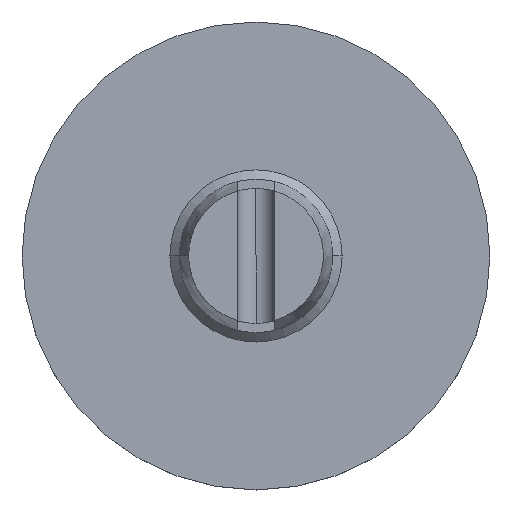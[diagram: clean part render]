
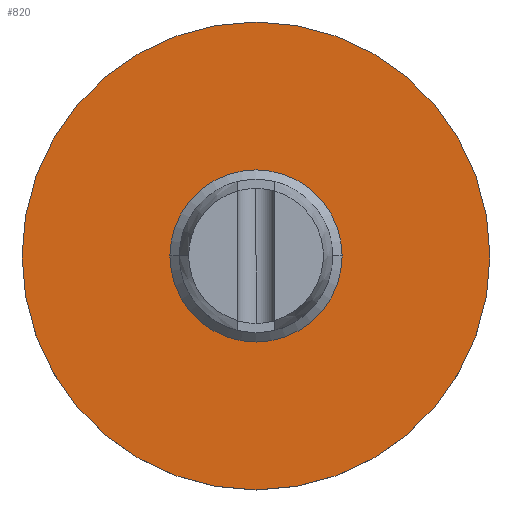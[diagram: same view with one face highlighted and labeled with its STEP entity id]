
A CAD part, top view. The second image highlights one B-rep face of the part: STEP entity #820.
In plain terms, the highlighted planar face has unit normal (0, 0, 1).
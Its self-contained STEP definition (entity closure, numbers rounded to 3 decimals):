
#34 = DIRECTION ( 'NONE',  ( -1., 0., 0. ) ) ;
#48 = DIRECTION ( 'NONE',  ( 0., 0., -1. ) ) ;
#55 = CIRCLE ( 'NONE', #1532, 4.6 ) ;
#75 = CARTESIAN_POINT ( 'NONE',  ( 0., 4.6, 0. ) ) ;
#131 = CIRCLE ( 'NONE', #1166, 12.5 ) ;
#207 = AXIS2_PLACEMENT_3D ( 'NONE', #75, #48, #34 ) ;
#211 = CIRCLE ( 'NONE', #1435, 12.5 ) ;
#216 = PLANE ( 'NONE',  #207 ) ;
#267 = AXIS2_PLACEMENT_3D ( 'NONE', #602, #936, #1318 ) ;
#286 = VERTEX_POINT ( 'NONE', #719 ) ;
#327 = VERTEX_POINT ( 'NONE', #662 ) ;
#346 = ORIENTED_EDGE ( 'NONE', *, *, #1250, .F. ) ;
#363 = ORIENTED_EDGE ( 'NONE', *, *, #1253, .F. ) ;
#367 = VERTEX_POINT ( 'NONE', #902 ) ;
#538 = CARTESIAN_POINT ( 'NONE',  ( 4.6, 0., 0. ) ) ;
#539 = ORIENTED_EDGE ( 'NONE', *, *, #1182, .T. ) ;
#586 = CIRCLE ( 'NONE', #267, 4.6 ) ;
#602 = CARTESIAN_POINT ( 'NONE',  ( 0., 0., 0. ) ) ;
#662 = CARTESIAN_POINT ( 'NONE',  ( -12.5, 0., 0. ) ) ;
#704 = CARTESIAN_POINT ( 'NONE',  ( 0., 0., 0. ) ) ;
#719 = CARTESIAN_POINT ( 'NONE',  ( -4.6, 0., 0. ) ) ;
#751 = EDGE_LOOP ( 'NONE', ( #346, #363 ) ) ;
#802 = CARTESIAN_POINT ( 'NONE',  ( 0., 0., 0. ) ) ;
#820 = ADVANCED_FACE ( 'NONE', ( #984, #1208 ), #216, .F. ) ;
#902 = CARTESIAN_POINT ( 'NONE',  ( 12.5, 0., 0. ) ) ;
#936 = DIRECTION ( 'NONE',  ( 0., 0., -1. ) ) ;
#945 = DIRECTION ( 'NONE',  ( -1., 0., 0. ) ) ;
#953 = DIRECTION ( 'NONE',  ( 0., 0., -1. ) ) ;
#968 = DIRECTION ( 'NONE',  ( -1., 0., 0. ) ) ;
#984 = FACE_OUTER_BOUND ( 'NONE', #751, .T. ) ;
#1021 = DIRECTION ( 'NONE',  ( 0., 0., -1. ) ) ;
#1025 = CARTESIAN_POINT ( 'NONE',  ( 0., 0., 0. ) ) ;
#1070 = DIRECTION ( 'NONE',  ( -1., 0., 0. ) ) ;
#1075 = DIRECTION ( 'NONE',  ( 0., 0., -1. ) ) ;
#1157 = EDGE_LOOP ( 'NONE', ( #539, #1180 ) ) ;
#1166 = AXIS2_PLACEMENT_3D ( 'NONE', #704, #1075, #1070 ) ;
#1180 = ORIENTED_EDGE ( 'NONE', *, *, #1260, .T. ) ;
#1182 = EDGE_CURVE ( 'NONE', #286, #1498, #586, .T. ) ;
#1208 = FACE_BOUND ( 'NONE', #1157, .T. ) ;
#1250 = EDGE_CURVE ( 'NONE', #327, #367, #131, .T. ) ;
#1253 = EDGE_CURVE ( 'NONE', #367, #327, #211, .T. ) ;
#1260 = EDGE_CURVE ( 'NONE', #1498, #286, #55, .T. ) ;
#1318 = DIRECTION ( 'NONE',  ( -1., 0., 0. ) ) ;
#1435 = AXIS2_PLACEMENT_3D ( 'NONE', #1025, #1021, #968 ) ;
#1498 = VERTEX_POINT ( 'NONE', #538 ) ;
#1532 = AXIS2_PLACEMENT_3D ( 'NONE', #802, #953, #945 ) ;
